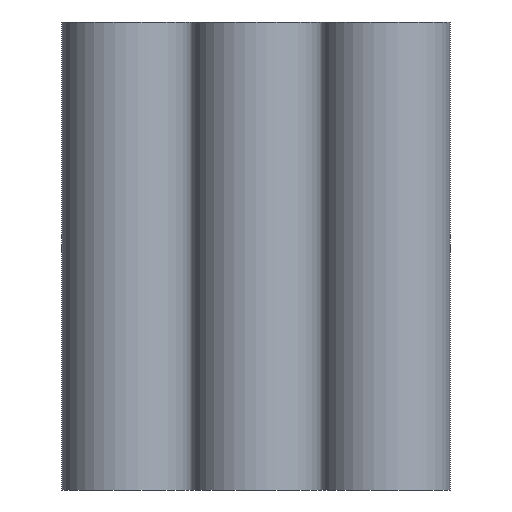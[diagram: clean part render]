
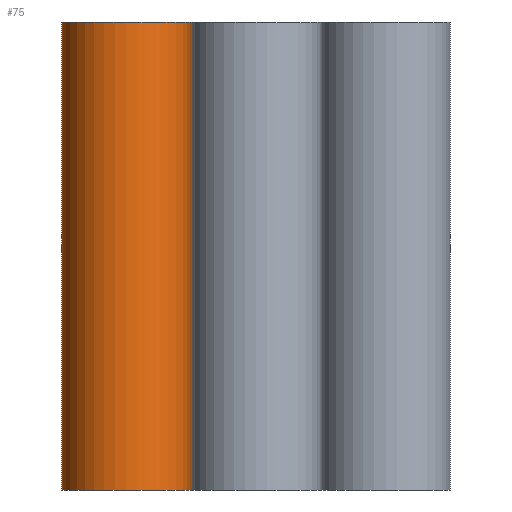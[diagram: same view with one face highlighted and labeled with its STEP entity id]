
A CAD part, front view. The second image highlights one B-rep face of the part: STEP entity #75.
In plain terms, the highlighted cylindrical face has radius 9 mm (diameter 18 mm), a full revolution.
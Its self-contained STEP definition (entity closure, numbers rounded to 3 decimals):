
#53=FACE_OUTER_BOUND('',#56,.T.);
#56=EDGE_LOOP('',(#68,#69,#70,#71));
#59=LINE('',#146,#60);
#60=VECTOR('',#115,9.);
#61=CIRCLE('',#94,9.);
#62=CIRCLE('',#95,9.);
#63=VERTEX_POINT('',#143);
#64=VERTEX_POINT('',#145);
#65=EDGE_CURVE('',#63,#63,#61,.T.);
#66=EDGE_CURVE('',#63,#64,#59,.T.);
#67=EDGE_CURVE('',#64,#64,#62,.T.);
#68=ORIENTED_EDGE('',*,*,#65,.F.);
#69=ORIENTED_EDGE('',*,*,#66,.T.);
#70=ORIENTED_EDGE('',*,*,#67,.T.);
#71=ORIENTED_EDGE('',*,*,#66,.F.);
#74=CYLINDRICAL_SURFACE('',#93,9.);
#75=ADVANCED_FACE('',(#53),#74,.T.);
#93=AXIS2_PLACEMENT_3D('',#142,#111,#112);
#94=AXIS2_PLACEMENT_3D('',#144,#113,#114);
#95=AXIS2_PLACEMENT_3D('',#147,#116,#117);
#111=DIRECTION('center_axis',(0.,0.,1.));
#112=DIRECTION('ref_axis',(1.,0.,0.));
#113=DIRECTION('center_axis',(0.,0.,1.));
#114=DIRECTION('ref_axis',(1.,0.,0.));
#115=DIRECTION('',(0.,0.,-1.));
#116=DIRECTION('center_axis',(0.,0.,1.));
#117=DIRECTION('ref_axis',(1.,0.,0.));
#142=CARTESIAN_POINT('Origin',(0.,0.,0.));
#143=CARTESIAN_POINT('',(-9.,0.,65.));
#144=CARTESIAN_POINT('Origin',(0.,0.,65.));
#145=CARTESIAN_POINT('',(-9.,0.,0.));
#146=CARTESIAN_POINT('',(-9.,0.,0.));
#147=CARTESIAN_POINT('Origin',(0.,0.,0.));
